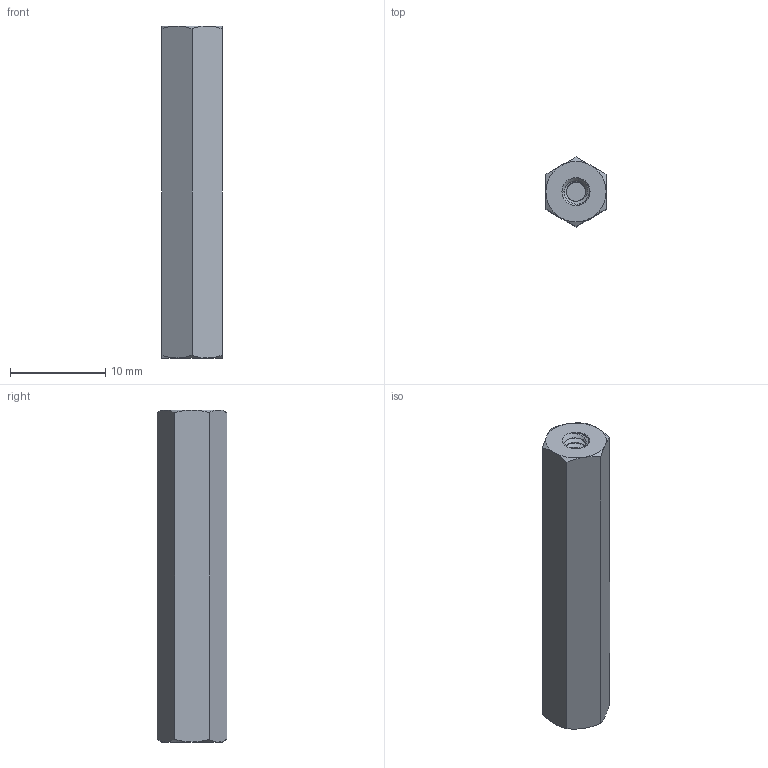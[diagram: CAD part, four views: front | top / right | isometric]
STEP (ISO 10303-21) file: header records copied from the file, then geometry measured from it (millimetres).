
FILE_DESCRIPTION (( 'STEP AP203' ), '1' );
FILE_NAME ('91115A327_Female Threaded Hex Standoff.STEP', '2021-07-11T08:32:57', ( 'Administrator' ), ( 'Managed by Terraform' ), 'SwSTEP 2.0', 'SolidWorks 2017', '' );
FILE_SCHEMA (( 'CONFIG_CONTROL_DESIGN' ));
Length unit declared in the file: inch
Products named in the file (1): 91115A327_Female Threaded Hex Standoff
Bounding box: 6.35 x 7.33 x 34.92 mm (x, y, z)
Volume: 1157.5 mm3; surface area: 1000 mm2
Topology: 1 solids, 1 shells, 76 faces, 204 edges, 132 vertices
Faces by surface type: cylinder 42, cone 18, plane 10, bspline 6
Entity records: 11481 total; most frequent: CARTESIAN_POINT 9859, ORIENTED_EDGE 408, DIRECTION 234, EDGE_CURVE 204, VERTEX_POINT 132, AXIS2_PLACEMENT_3D 91, EDGE_LOOP 78, FACE_OUTER_BOUND 76
